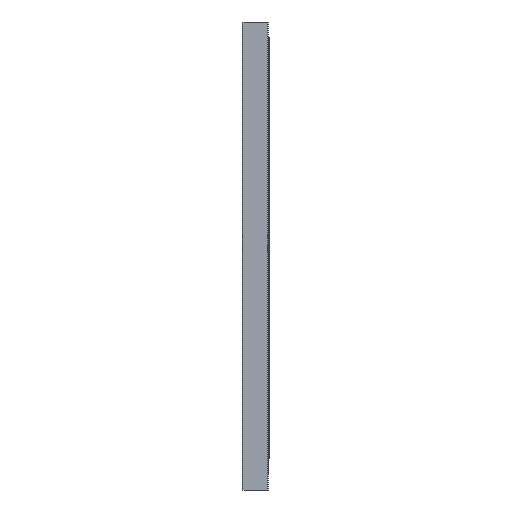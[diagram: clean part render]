
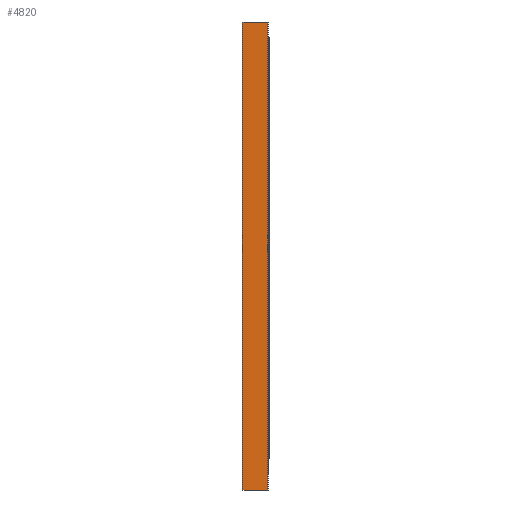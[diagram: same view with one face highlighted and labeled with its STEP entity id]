
A CAD part, front view. The second image highlights one B-rep face of the part: STEP entity #4820.
In plain terms, the highlighted planar face has unit normal (0, -1, 0).
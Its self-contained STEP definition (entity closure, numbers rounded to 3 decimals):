
#423 = ORIENTED_EDGE ( 'NONE', *, *, #6446, .F. ) ;
#602 = EDGE_CURVE ( 'NONE', #2272, #7390, #2021, .T. ) ;
#617 = EDGE_CURVE ( 'NONE', #2272, #4659, #1288, .T. ) ;
#668 = CARTESIAN_POINT ( 'NONE',  ( 0.5, -40., -450. ) ) ;
#981 = LINE ( 'NONE', #3292, #5634 ) ;
#1288 = LINE ( 'NONE', #6450, #5251 ) ;
#1536 = VECTOR ( 'NONE', #6595, 1000. ) ;
#1921 = DIRECTION ( 'NONE',  ( 0., 0., 1. ) ) ;
#2021 = LINE ( 'NONE', #4341, #1536 ) ;
#2272 = VERTEX_POINT ( 'NONE', #5178 ) ;
#2279 = EDGE_LOOP ( 'NONE', ( #423, #3565, #3107, #6013 ) ) ;
#2461 = DIRECTION ( 'NONE',  ( 0., -1., 0. ) ) ;
#2498 = DIRECTION ( 'NONE',  ( 0., 0., -1. ) ) ;
#2967 = LINE ( 'NONE', #4774, #3756 ) ;
#3107 = ORIENTED_EDGE ( 'NONE', *, *, #602, .T. ) ;
#3292 = CARTESIAN_POINT ( 'NONE',  ( 0.5, -40., 0. ) ) ;
#3440 = VERTEX_POINT ( 'NONE', #5788 ) ;
#3457 = EDGE_CURVE ( 'NONE', #7390, #3440, #2967, .T. ) ;
#3565 = ORIENTED_EDGE ( 'NONE', *, *, #617, .F. ) ;
#3756 = VECTOR ( 'NONE', #4744, 1000. ) ;
#4016 = AXIS2_PLACEMENT_3D ( 'NONE', #668, #2461, #2498 ) ;
#4341 = CARTESIAN_POINT ( 'NONE',  ( 0.5, -40., -450. ) ) ;
#4382 = DIRECTION ( 'NONE',  ( 1., 0., 0. ) ) ;
#4430 = CARTESIAN_POINT ( 'NONE',  ( 24.2, -40., -450. ) ) ;
#4659 = VERTEX_POINT ( 'NONE', #5713 ) ;
#4744 = DIRECTION ( 'NONE',  ( 0., 0., 1. ) ) ;
#4774 = CARTESIAN_POINT ( 'NONE',  ( 24.2, -40., -450. ) ) ;
#4820 = ADVANCED_FACE ( 'NONE', ( #5858 ), #6426, .T. ) ;
#5178 = CARTESIAN_POINT ( 'NONE',  ( 0.5, -40., -450. ) ) ;
#5251 = VECTOR ( 'NONE', #1921, 1000. ) ;
#5634 = VECTOR ( 'NONE', #4382, 1000. ) ;
#5713 = CARTESIAN_POINT ( 'NONE',  ( 0.5, -40., 0. ) ) ;
#5788 = CARTESIAN_POINT ( 'NONE',  ( 24.2, -40., 0. ) ) ;
#5858 = FACE_OUTER_BOUND ( 'NONE', #2279, .T. ) ;
#6013 = ORIENTED_EDGE ( 'NONE', *, *, #3457, .T. ) ;
#6426 = PLANE ( 'NONE',  #4016 ) ;
#6446 = EDGE_CURVE ( 'NONE', #4659, #3440, #981, .T. ) ;
#6450 = CARTESIAN_POINT ( 'NONE',  ( 0.5, -40., -450. ) ) ;
#6595 = DIRECTION ( 'NONE',  ( 1., 0., 0. ) ) ;
#7390 = VERTEX_POINT ( 'NONE', #4430 ) ;
